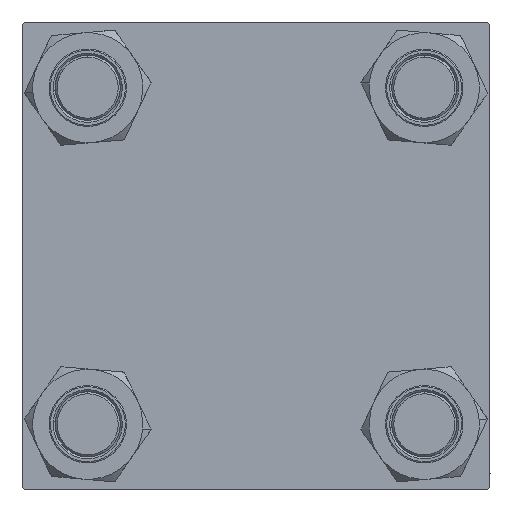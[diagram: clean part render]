
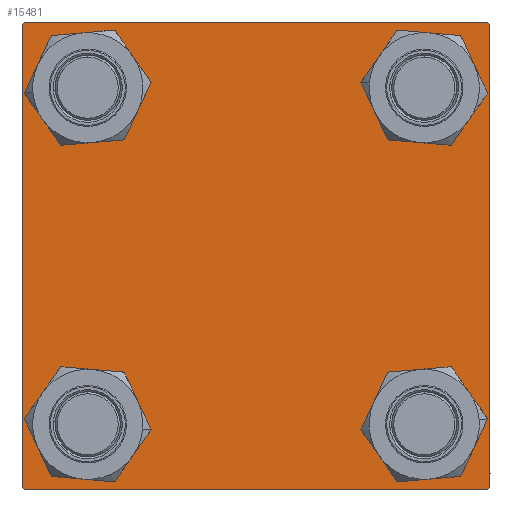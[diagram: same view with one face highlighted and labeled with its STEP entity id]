
A CAD part, left-side view. The second image highlights one B-rep face of the part: STEP entity #15481.
In plain terms, the highlighted planar face has unit normal (-1, 0, 0).
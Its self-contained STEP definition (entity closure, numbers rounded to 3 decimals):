
#35 = DIRECTION ( 'NONE',  ( 1., 0., 0. ) ) ;
#74 = VERTEX_POINT ( 'NONE', #22638 ) ;
#94 = DIRECTION ( 'NONE',  ( 1., 0., 0. ) ) ;
#649 = EDGE_CURVE ( 'NONE', #50019, #16072, #42476, .T. ) ;
#1931 = CIRCLE ( 'NONE', #6562, 8.5 ) ;
#2426 = FACE_BOUND ( 'NONE', #13957, .T. ) ;
#2878 = CARTESIAN_POINT ( 'NONE',  ( 0., 57.5, 57.5 ) ) ;
#3042 = CARTESIAN_POINT ( 'NONE',  ( 0., -41.35, -49.85 ) ) ;
#3151 = ORIENTED_EDGE ( 'NONE', *, *, #24289, .T. ) ;
#3278 = VERTEX_POINT ( 'NONE', #49966 ) ;
#4555 = LINE ( 'NONE', #44425, #19195 ) ;
#4733 = DIRECTION ( 'NONE',  ( 1., 0., 0. ) ) ;
#5922 = VERTEX_POINT ( 'NONE', #36494 ) ;
#5938 = EDGE_CURVE ( 'NONE', #54460, #25894, #16049, .T. ) ;
#5993 = DIRECTION ( 'NONE',  ( 0., 0., 1. ) ) ;
#6472 = LINE ( 'NONE', #24081, #9346 ) ;
#6562 = AXIS2_PLACEMENT_3D ( 'NONE', #10955, #42713, #20739 ) ;
#7516 = DIRECTION ( 'NONE',  ( 0., 0., -1. ) ) ;
#7641 = FACE_BOUND ( 'NONE', #43346, .T. ) ;
#7749 = CARTESIAN_POINT ( 'NONE',  ( 0., 41.35, -49.85 ) ) ;
#7780 = CARTESIAN_POINT ( 'NONE',  ( 0., -57.5, 57. ) ) ;
#7796 = EDGE_CURVE ( 'NONE', #16072, #3278, #15516, .T. ) ;
#8504 = EDGE_CURVE ( 'NONE', #56528, #5922, #41943, .T. ) ;
#9034 = CARTESIAN_POINT ( 'NONE',  ( 0., -57.25, 57.25 ) ) ;
#9094 = EDGE_CURVE ( 'NONE', #25894, #54460, #17990, .T. ) ;
#9232 = CARTESIAN_POINT ( 'NONE',  ( 0., 41.35, 41.35 ) ) ;
#9346 = VECTOR ( 'NONE', #41714, 1000. ) ;
#9508 = DIRECTION ( 'NONE',  ( 1., 0., 0. ) ) ;
#10653 = CARTESIAN_POINT ( 'NONE',  ( 0., -57., -57.5 ) ) ;
#10955 = CARTESIAN_POINT ( 'NONE',  ( 0., 41.35, -41.35 ) ) ;
#11385 = DIRECTION ( 'NONE',  ( 0., -1., 0. ) ) ;
#11506 = ORIENTED_EDGE ( 'NONE', *, *, #26922, .T. ) ;
#12859 = CARTESIAN_POINT ( 'NONE',  ( 0., 41.35, 49.85 ) ) ;
#13294 = DIRECTION ( 'NONE',  ( 0., 0., 1. ) ) ;
#13807 = CARTESIAN_POINT ( 'NONE',  ( 0., -41.35, -32.85 ) ) ;
#13957 = EDGE_LOOP ( 'NONE', ( #38088, #44762 ) ) ;
#14323 = CARTESIAN_POINT ( 'NONE',  ( 0., -41.35, 49.85 ) ) ;
#15433 = AXIS2_PLACEMENT_3D ( 'NONE', #37401, #37972, #37690 ) ;
#15434 = CARTESIAN_POINT ( 'NONE',  ( 0., -57.5, 57.5 ) ) ;
#15481 = ADVANCED_FACE ( 'NONE', ( #7641, #51577, #2426, #16605, #46935 ), #20051, .T. ) ;
#15516 = LINE ( 'NONE', #55109, #38236 ) ;
#15549 = DIRECTION ( 'NONE',  ( 1., 0., 0. ) ) ;
#16049 = CIRCLE ( 'NONE', #55743, 8.5 ) ;
#16072 = VERTEX_POINT ( 'NONE', #27678 ) ;
#16246 = VERTEX_POINT ( 'NONE', #18030 ) ;
#16605 = FACE_BOUND ( 'NONE', #26083, .T. ) ;
#16865 = ORIENTED_EDGE ( 'NONE', *, *, #7796, .T. ) ;
#17057 = AXIS2_PLACEMENT_3D ( 'NONE', #23202, #4733, #27247 ) ;
#17692 = EDGE_CURVE ( 'NONE', #50306, #74, #24650, .T. ) ;
#17990 = CIRCLE ( 'NONE', #17057, 8.5 ) ;
#18030 = CARTESIAN_POINT ( 'NONE',  ( 0., 41.35, -32.85 ) ) ;
#18051 = CIRCLE ( 'NONE', #41094, 8.5 ) ;
#18315 = AXIS2_PLACEMENT_3D ( 'NONE', #9232, #9508, #13294 ) ;
#18509 = CARTESIAN_POINT ( 'NONE',  ( 0., 41.35, 41.35 ) ) ;
#19195 = VECTOR ( 'NONE', #56870, 1000. ) ;
#19202 = EDGE_LOOP ( 'NONE', ( #19608, #56482 ) ) ;
#19315 = EDGE_CURVE ( 'NONE', #44938, #22234, #43195, .T. ) ;
#19608 = ORIENTED_EDGE ( 'NONE', *, *, #5938, .T. ) ;
#20051 = PLANE ( 'NONE',  #15433 ) ;
#20739 = DIRECTION ( 'NONE',  ( 0., 0., 1. ) ) ;
#21002 = VECTOR ( 'NONE', #43697, 1000. ) ;
#21262 = CARTESIAN_POINT ( 'NONE',  ( 0., -41.35, 32.85 ) ) ;
#21731 = CARTESIAN_POINT ( 'NONE',  ( 0., 57.5, 57.5 ) ) ;
#22234 = VERTEX_POINT ( 'NONE', #21262 ) ;
#22317 = DIRECTION ( 'NONE',  ( 0., 0.707, 0.707 ) ) ;
#22638 = CARTESIAN_POINT ( 'NONE',  ( 0., -57.5, -57. ) ) ;
#23202 = CARTESIAN_POINT ( 'NONE',  ( 0., -41.35, -41.35 ) ) ;
#23370 = ORIENTED_EDGE ( 'NONE', *, *, #40629, .T. ) ;
#23803 = LINE ( 'NONE', #55030, #37547 ) ;
#24081 = CARTESIAN_POINT ( 'NONE',  ( 0., 57.25, 57.25 ) ) ;
#24289 = EDGE_CURVE ( 'NONE', #5922, #56528, #47819, .T. ) ;
#24445 = DIRECTION ( 'NONE',  ( 0., -0.707, -0.707 ) ) ;
#24650 = LINE ( 'NONE', #15434, #49590 ) ;
#25027 = VECTOR ( 'NONE', #22317, 1000. ) ;
#25894 = VERTEX_POINT ( 'NONE', #3042 ) ;
#26083 = EDGE_LOOP ( 'NONE', ( #49770, #3151 ) ) ;
#26090 = DIRECTION ( 'NONE',  ( 0., 0., 1. ) ) ;
#26922 = EDGE_CURVE ( 'NONE', #22234, #44938, #31305, .T. ) ;
#27247 = DIRECTION ( 'NONE',  ( 0., 0., 1. ) ) ;
#27567 = EDGE_LOOP ( 'NONE', ( #45475, #16865, #56297, #23370, #52128, #45758, #44458, #43475 ) ) ;
#27678 = CARTESIAN_POINT ( 'NONE',  ( 0., 57.5, -57. ) ) ;
#29264 = DIRECTION ( 'NONE',  ( 0., 0., -1. ) ) ;
#29601 = EDGE_CURVE ( 'NONE', #45866, #50019, #6472, .T. ) ;
#31288 = EDGE_CURVE ( 'NONE', #16246, #36281, #18051, .T. ) ;
#31305 = CIRCLE ( 'NONE', #42351, 8.5 ) ;
#31802 = AXIS2_PLACEMENT_3D ( 'NONE', #18509, #35, #44520 ) ;
#32281 = CARTESIAN_POINT ( 'NONE',  ( 0., -41.35, 41.35 ) ) ;
#33935 = VERTEX_POINT ( 'NONE', #53278 ) ;
#34078 = CARTESIAN_POINT ( 'NONE',  ( 0., -41.35, -41.35 ) ) ;
#34357 = DIRECTION ( 'NONE',  ( 0., 0., 1. ) ) ;
#36281 = VERTEX_POINT ( 'NONE', #7749 ) ;
#36355 = EDGE_CURVE ( 'NONE', #3278, #52724, #23803, .T. ) ;
#36494 = CARTESIAN_POINT ( 'NONE',  ( 0., 41.35, 32.85 ) ) ;
#37045 = CARTESIAN_POINT ( 'NONE',  ( 0., 57.5, 57. ) ) ;
#37401 = CARTESIAN_POINT ( 'NONE',  ( 0., 0., 0. ) ) ;
#37547 = VECTOR ( 'NONE', #11385, 1000. ) ;
#37690 = DIRECTION ( 'NONE',  ( 0., 0., 1. ) ) ;
#37972 = DIRECTION ( 'NONE',  ( -1., 0., 0. ) ) ;
#38058 = CARTESIAN_POINT ( 'NONE',  ( 0., 41.35, -41.35 ) ) ;
#38088 = ORIENTED_EDGE ( 'NONE', *, *, #31288, .T. ) ;
#38236 = VECTOR ( 'NONE', #24445, 1000. ) ;
#39148 = EDGE_CURVE ( 'NONE', #45866, #33935, #44550, .T. ) ;
#40629 = EDGE_CURVE ( 'NONE', #52724, #74, #4555, .T. ) ;
#41094 = AXIS2_PLACEMENT_3D ( 'NONE', #38058, #15549, #55143 ) ;
#41714 = DIRECTION ( 'NONE',  ( 0., 0.707, -0.707 ) ) ;
#41943 = CIRCLE ( 'NONE', #31802, 8.5 ) ;
#42351 = AXIS2_PLACEMENT_3D ( 'NONE', #56468, #94, #26090 ) ;
#42476 = LINE ( 'NONE', #2878, #55706 ) ;
#42713 = DIRECTION ( 'NONE',  ( 1., 0., 0. ) ) ;
#43195 = CIRCLE ( 'NONE', #52416, 8.5 ) ;
#43324 = DIRECTION ( 'NONE',  ( 1., 0., 0. ) ) ;
#43346 = EDGE_LOOP ( 'NONE', ( #48121, #11506 ) ) ;
#43475 = ORIENTED_EDGE ( 'NONE', *, *, #29601, .T. ) ;
#43697 = DIRECTION ( 'NONE',  ( 0., -1., 0. ) ) ;
#44425 = CARTESIAN_POINT ( 'NONE',  ( 0., -57.25, -57.25 ) ) ;
#44458 = ORIENTED_EDGE ( 'NONE', *, *, #39148, .F. ) ;
#44520 = DIRECTION ( 'NONE',  ( 0., 0., 1. ) ) ;
#44550 = LINE ( 'NONE', #21731, #21002 ) ;
#44762 = ORIENTED_EDGE ( 'NONE', *, *, #53713, .T. ) ;
#44938 = VERTEX_POINT ( 'NONE', #14323 ) ;
#45475 = ORIENTED_EDGE ( 'NONE', *, *, #649, .T. ) ;
#45573 = DIRECTION ( 'NONE',  ( 1., 0., 0. ) ) ;
#45758 = ORIENTED_EDGE ( 'NONE', *, *, #55047, .T. ) ;
#45866 = VERTEX_POINT ( 'NONE', #50155 ) ;
#46935 = FACE_OUTER_BOUND ( 'NONE', #27567, .T. ) ;
#47819 = CIRCLE ( 'NONE', #18315, 8.5 ) ;
#48121 = ORIENTED_EDGE ( 'NONE', *, *, #19315, .T. ) ;
#49590 = VECTOR ( 'NONE', #29264, 1000. ) ;
#49770 = ORIENTED_EDGE ( 'NONE', *, *, #8504, .T. ) ;
#49966 = CARTESIAN_POINT ( 'NONE',  ( 0., 57., -57.5 ) ) ;
#50019 = VERTEX_POINT ( 'NONE', #37045 ) ;
#50155 = CARTESIAN_POINT ( 'NONE',  ( 0., 57., 57.5 ) ) ;
#50306 = VERTEX_POINT ( 'NONE', #7780 ) ;
#51577 = FACE_BOUND ( 'NONE', #19202, .T. ) ;
#52128 = ORIENTED_EDGE ( 'NONE', *, *, #17692, .F. ) ;
#52416 = AXIS2_PLACEMENT_3D ( 'NONE', #32281, #45573, #5993 ) ;
#52696 = LINE ( 'NONE', #9034, #25027 ) ;
#52724 = VERTEX_POINT ( 'NONE', #10653 ) ;
#53278 = CARTESIAN_POINT ( 'NONE',  ( 0., -57., 57.5 ) ) ;
#53713 = EDGE_CURVE ( 'NONE', #36281, #16246, #1931, .T. ) ;
#54460 = VERTEX_POINT ( 'NONE', #13807 ) ;
#55030 = CARTESIAN_POINT ( 'NONE',  ( 0., 57.5, -57.5 ) ) ;
#55047 = EDGE_CURVE ( 'NONE', #50306, #33935, #52696, .T. ) ;
#55109 = CARTESIAN_POINT ( 'NONE',  ( 0., 57.25, -57.25 ) ) ;
#55143 = DIRECTION ( 'NONE',  ( 0., 0., 1. ) ) ;
#55706 = VECTOR ( 'NONE', #7516, 1000. ) ;
#55743 = AXIS2_PLACEMENT_3D ( 'NONE', #34078, #43324, #34357 ) ;
#56297 = ORIENTED_EDGE ( 'NONE', *, *, #36355, .T. ) ;
#56468 = CARTESIAN_POINT ( 'NONE',  ( 0., -41.35, 41.35 ) ) ;
#56482 = ORIENTED_EDGE ( 'NONE', *, *, #9094, .T. ) ;
#56528 = VERTEX_POINT ( 'NONE', #12859 ) ;
#56870 = DIRECTION ( 'NONE',  ( 0., -0.707, 0.707 ) ) ;
